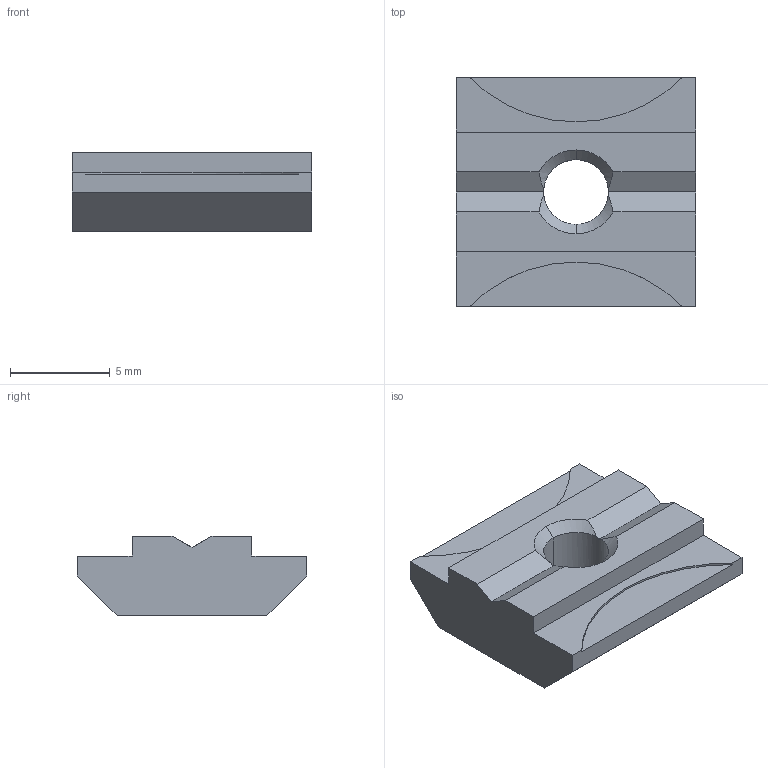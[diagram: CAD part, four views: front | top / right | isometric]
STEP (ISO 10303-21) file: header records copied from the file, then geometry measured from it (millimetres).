
FILE_DESCRIPTION(('STEP AP214'),'1');
FILE_NAME('cctmp_61176B47-B378-4F30-AF4B-515651D65272_2020_1_10_10_24_36_755..stp','2020-01-10T09:24:36',('Bosch Rexroth AG'),('CADClick - www.CADClick.com'),'Spatial InterOp 3D',' ','unknown authorization - (Healing Option Enabled)');
FILE_SCHEMA(('AUTOMOTIVE_DESIGN'));
Length unit declared in the file: millimetre
Products named in the file (1): 2020_01_10__10-24-36-755
Bounding box: 12 x 11.5 x 4 mm (x, y, z)
Volume: 394.3 mm3; surface area: 437.2 mm2
Topology: 1 solids, 1 shells, 31 faces, 86 edges, 56 vertices
Faces by surface type: plane 19, cylinder 6, cone 6
Entity records: 1272 total; most frequent: DIRECTION 178, CARTESIAN_POINT 174, ORIENTED_EDGE 172, EDGE_CURVE 86, AXIS2_PLACEMENT_3D 60, LINE 58, VECTOR 58, VERTEX_POINT 56
